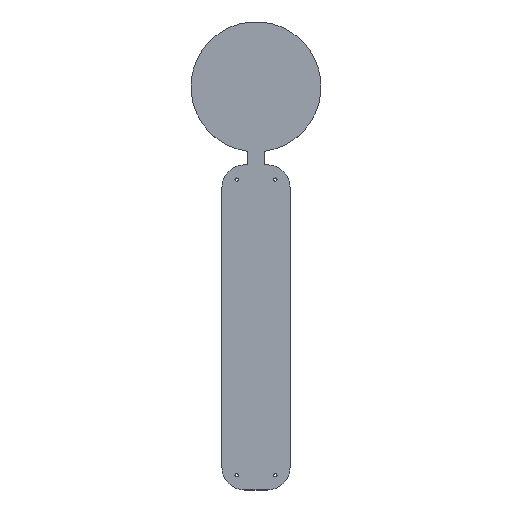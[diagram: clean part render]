
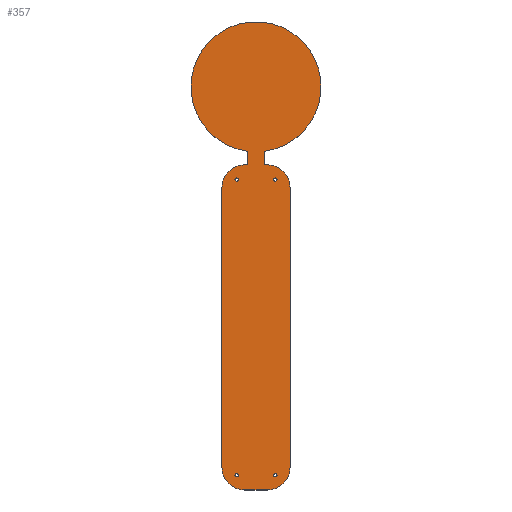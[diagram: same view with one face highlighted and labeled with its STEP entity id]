
A CAD part, top view. The second image highlights one B-rep face of the part: STEP entity #357.
In plain terms, the highlighted planar face has unit normal (0, 0, 1).
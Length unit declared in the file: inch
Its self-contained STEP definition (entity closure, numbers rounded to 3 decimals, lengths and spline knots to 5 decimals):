
#29=FACE_BOUND('',#73,.T.);
#30=FACE_BOUND('',#74,.T.);
#31=FACE_BOUND('',#75,.T.);
#32=FACE_BOUND('',#76,.T.);
#50=FACE_OUTER_BOUND('',#72,.T.);
#72=EDGE_LOOP('',(#315,#316,#317,#318,#319,#320,#321,#322,#323,#324,#325,
#326));
#73=EDGE_LOOP('',(#327));
#74=EDGE_LOOP('',(#328));
#75=EDGE_LOOP('',(#329));
#76=EDGE_LOOP('',(#330));
#89=LINE('',#572,#119);
#91=LINE('',#576,#121);
#94=LINE('',#584,#124);
#97=LINE('',#592,#127);
#100=LINE('',#600,#130);
#103=LINE('',#608,#133);
#105=LINE('',#612,#135);
#119=VECTOR('',#466,0.3937);
#121=VECTOR('',#470,0.3937);
#124=VECTOR('',#479,0.3937);
#127=VECTOR('',#488,0.3937);
#130=VECTOR('',#497,0.3937);
#133=VECTOR('',#506,0.3937);
#135=VECTOR('',#510,0.3937);
#146=CIRCLE('',#389,0.0025);
#147=CIRCLE('',#391,0.0025);
#148=CIRCLE('',#393,0.0025);
#149=CIRCLE('',#395,0.0025);
#150=CIRCLE('',#399,0.035);
#151=CIRCLE('',#402,0.035);
#152=CIRCLE('',#405,0.035);
#153=CIRCLE('',#408,0.035);
#154=CIRCLE('',#412,0.1);
#171=VERTEX_POINT('',#553);
#172=VERTEX_POINT('',#557);
#173=VERTEX_POINT('',#561);
#174=VERTEX_POINT('',#565);
#175=VERTEX_POINT('',#569);
#176=VERTEX_POINT('',#571);
#177=VERTEX_POINT('',#575);
#178=VERTEX_POINT('',#579);
#179=VERTEX_POINT('',#583);
#180=VERTEX_POINT('',#587);
#181=VERTEX_POINT('',#591);
#182=VERTEX_POINT('',#595);
#183=VERTEX_POINT('',#599);
#184=VERTEX_POINT('',#603);
#185=VERTEX_POINT('',#607);
#186=VERTEX_POINT('',#611);
#203=EDGE_CURVE('',#171,#171,#146,.T.);
#205=EDGE_CURVE('',#172,#172,#147,.T.);
#207=EDGE_CURVE('',#173,#173,#148,.T.);
#209=EDGE_CURVE('',#174,#174,#149,.T.);
#212=EDGE_CURVE('',#176,#175,#89,.T.);
#214=EDGE_CURVE('',#177,#176,#91,.T.);
#216=EDGE_CURVE('',#178,#177,#150,.T.);
#218=EDGE_CURVE('',#179,#178,#94,.T.);
#220=EDGE_CURVE('',#180,#179,#151,.T.);
#222=EDGE_CURVE('',#181,#180,#97,.T.);
#224=EDGE_CURVE('',#182,#181,#152,.T.);
#226=EDGE_CURVE('',#183,#182,#100,.T.);
#228=EDGE_CURVE('',#184,#183,#153,.T.);
#230=EDGE_CURVE('',#185,#184,#103,.T.);
#232=EDGE_CURVE('',#186,#185,#105,.T.);
#234=EDGE_CURVE('',#175,#186,#154,.T.);
#315=ORIENTED_EDGE('',*,*,#234,.T.);
#316=ORIENTED_EDGE('',*,*,#232,.T.);
#317=ORIENTED_EDGE('',*,*,#230,.T.);
#318=ORIENTED_EDGE('',*,*,#228,.T.);
#319=ORIENTED_EDGE('',*,*,#226,.T.);
#320=ORIENTED_EDGE('',*,*,#224,.T.);
#321=ORIENTED_EDGE('',*,*,#222,.T.);
#322=ORIENTED_EDGE('',*,*,#220,.T.);
#323=ORIENTED_EDGE('',*,*,#218,.T.);
#324=ORIENTED_EDGE('',*,*,#216,.T.);
#325=ORIENTED_EDGE('',*,*,#214,.T.);
#326=ORIENTED_EDGE('',*,*,#212,.T.);
#327=ORIENTED_EDGE('',*,*,#209,.T.);
#328=ORIENTED_EDGE('',*,*,#207,.T.);
#329=ORIENTED_EDGE('',*,*,#205,.T.);
#330=ORIENTED_EDGE('',*,*,#203,.T.);
#339=PLANE('',#413);
#357=ADVANCED_FACE('',(#50,#29,#30,#31,#32),#339,.T.);
#389=AXIS2_PLACEMENT_3D('',#554,#445,#446);
#391=AXIS2_PLACEMENT_3D('',#558,#450,#451);
#393=AXIS2_PLACEMENT_3D('',#562,#455,#456);
#395=AXIS2_PLACEMENT_3D('',#566,#460,#461);
#399=AXIS2_PLACEMENT_3D('',#580,#474,#475);
#402=AXIS2_PLACEMENT_3D('',#588,#483,#484);
#405=AXIS2_PLACEMENT_3D('',#596,#492,#493);
#408=AXIS2_PLACEMENT_3D('',#604,#501,#502);
#412=AXIS2_PLACEMENT_3D('',#615,#514,#515);
#413=AXIS2_PLACEMENT_3D('',#616,#516,#517);
#445=DIRECTION('center_axis',(0.,0.,-1.));
#446=DIRECTION('ref_axis',(-1.,0.,0.));
#450=DIRECTION('center_axis',(0.,0.,-1.));
#451=DIRECTION('ref_axis',(-1.,0.,0.));
#455=DIRECTION('center_axis',(0.,0.,-1.));
#456=DIRECTION('ref_axis',(-1.,0.,0.));
#460=DIRECTION('center_axis',(0.,0.,-1.));
#461=DIRECTION('ref_axis',(-1.,0.,0.));
#466=DIRECTION('',(0.,1.,0.));
#470=DIRECTION('',(-1.,0.,0.));
#474=DIRECTION('center_axis',(0.,0.,1.));
#475=DIRECTION('ref_axis',(1.,0.,0.));
#479=DIRECTION('',(0.,1.,0.));
#483=DIRECTION('center_axis',(0.,0.,1.));
#484=DIRECTION('ref_axis',(0.,-1.,0.));
#488=DIRECTION('',(1.,0.,0.));
#492=DIRECTION('center_axis',(0.,0.,1.));
#493=DIRECTION('ref_axis',(-1.,0.,0.));
#497=DIRECTION('',(0.,-1.,0.));
#501=DIRECTION('center_axis',(0.,0.,1.));
#502=DIRECTION('ref_axis',(0.,1.,0.));
#506=DIRECTION('',(-1.,0.,0.));
#510=DIRECTION('',(0.,-1.,0.));
#514=DIRECTION('center_axis',(0.,0.,1.));
#515=DIRECTION('ref_axis',(1.,0.,0.));
#516=DIRECTION('center_axis',(0.,0.,1.));
#517=DIRECTION('ref_axis',(1.,0.,0.));
#553=CARTESIAN_POINT('',(-0.16531,0.58415,0.005));
#554=CARTESIAN_POINT('Origin',(-0.16781,0.58415,0.005));
#557=CARTESIAN_POINT('',(-0.22495,0.58415,0.005));
#558=CARTESIAN_POINT('Origin',(-0.22745,0.58415,0.005));
#561=CARTESIAN_POINT('',(-0.16531,1.0389,0.005));
#562=CARTESIAN_POINT('Origin',(-0.16781,1.0389,0.005));
#565=CARTESIAN_POINT('',(-0.22495,1.0389,0.005));
#566=CARTESIAN_POINT('Origin',(-0.22745,1.0389,0.005));
#569=CARTESIAN_POINT('',(-0.18513,1.08231,0.005));
#571=CARTESIAN_POINT('',(-0.18513,1.06153,0.005));
#572=CARTESIAN_POINT('',(-0.18513,1.03653,0.005));
#575=CARTESIAN_POINT('',(-0.18018,1.06153,0.005));
#576=CARTESIAN_POINT('',(-0.18018,1.06153,0.005));
#579=CARTESIAN_POINT('',(-0.14518,1.02653,0.005));
#580=CARTESIAN_POINT('Origin',(-0.18018,1.02653,0.005));
#583=CARTESIAN_POINT('',(-0.14518,0.59653,0.005));
#584=CARTESIAN_POINT('',(-0.14518,0.59653,0.005));
#587=CARTESIAN_POINT('',(-0.18018,0.56153,0.005));
#588=CARTESIAN_POINT('Origin',(-0.18018,0.59653,0.005));
#591=CARTESIAN_POINT('',(-0.21508,0.56153,0.005));
#592=CARTESIAN_POINT('',(-0.21508,0.56153,0.005));
#595=CARTESIAN_POINT('',(-0.25008,0.59653,0.005));
#596=CARTESIAN_POINT('Origin',(-0.21508,0.59653,0.005));
#599=CARTESIAN_POINT('',(-0.25008,1.02653,0.005));
#600=CARTESIAN_POINT('',(-0.25008,1.02653,0.005));
#603=CARTESIAN_POINT('',(-0.21508,1.06153,0.005));
#604=CARTESIAN_POINT('Origin',(-0.21508,1.02653,0.005));
#607=CARTESIAN_POINT('',(-0.21013,1.06153,0.005));
#608=CARTESIAN_POINT('',(-0.18018,1.06153,0.005));
#611=CARTESIAN_POINT('',(-0.21013,1.08231,0.005));
#612=CARTESIAN_POINT('',(-0.21013,1.11153,0.005));
#615=CARTESIAN_POINT('Origin',(-0.19763,1.18153,0.005));
#616=CARTESIAN_POINT('Origin',(-0.19763,1.18192,0.005));
